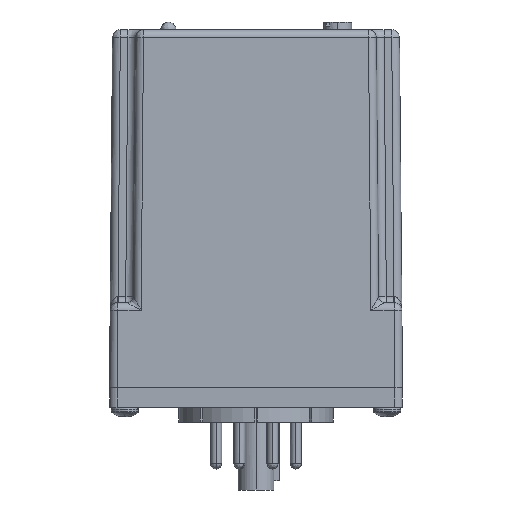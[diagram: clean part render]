
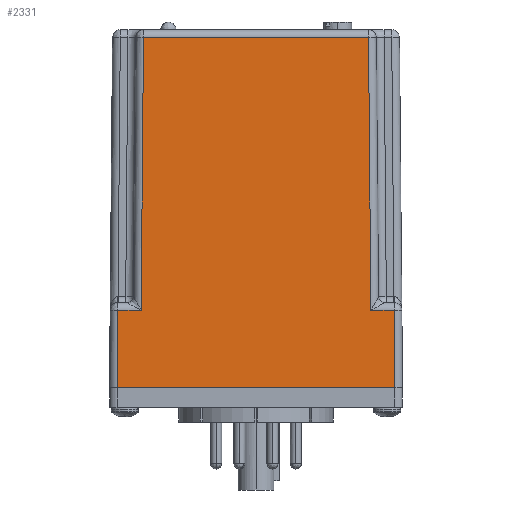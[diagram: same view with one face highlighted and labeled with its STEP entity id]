
A CAD part, left-side view. The second image highlights one B-rep face of the part: STEP entity #2331.
In plain terms, the highlighted planar face has unit normal (-1, 0, 0.009).
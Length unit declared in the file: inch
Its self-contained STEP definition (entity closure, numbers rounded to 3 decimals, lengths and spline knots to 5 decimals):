
#466 = DIRECTION ( 'NONE',  ( 0., 1., 0. ) ) ;
#610 = ORIENTED_EDGE ( 'NONE', *, *, #21339, .T. ) ;
#757 = VECTOR ( 'NONE', #26835, 39.37008 ) ;
#1141 = VECTOR ( 'NONE', #7959, 39.37008 ) ;
#1780 = VERTEX_POINT ( 'NONE', #31992 ) ;
#1792 = ORIENTED_EDGE ( 'NONE', *, *, #7075, .T. ) ;
#2235 = VERTEX_POINT ( 'NONE', #34026 ) ;
#2331 = ADVANCED_FACE ( 'NONE', ( #31716 ), #25140, .T. ) ;
#2691 = CARTESIAN_POINT ( 'NONE',  ( -0.86954, -1.1875, 0.62555 ) ) ;
#3443 = VERTEX_POINT ( 'NONE', #20657 ) ;
#4697 = VECTOR ( 'NONE', #24711, 39.37008 ) ;
#4869 = LINE ( 'NONE', #2691, #25108 ) ;
#5814 = VECTOR ( 'NONE', #27497, 39.37008 ) ;
#6181 = CARTESIAN_POINT ( 'NONE',  ( -0.875, -1.1875, 0. ) ) ;
#6922 = ORIENTED_EDGE ( 'NONE', *, *, #29236, .T. ) ;
#7075 = EDGE_CURVE ( 'NONE', #3443, #10067, #18621, .T. ) ;
#7611 = CARTESIAN_POINT ( 'NONE',  ( -0.86954, -1.11904, 0.62555 ) ) ;
#7959 = DIRECTION ( 'NONE',  ( 0., 1., 0. ) ) ;
#8101 = CARTESIAN_POINT ( 'NONE',  ( -0.86954, -0.93104, 0.62555 ) ) ;
#8269 = LINE ( 'NONE', #32707, #29272 ) ;
#8765 = EDGE_CURVE ( 'NONE', #23233, #33242, #8269, .T. ) ;
#10067 = VERTEX_POINT ( 'NONE', #27973 ) ;
#11248 = ORIENTED_EDGE ( 'NONE', *, *, #8765, .T. ) ;
#11346 = CARTESIAN_POINT ( 'NONE',  ( -0.85024, 0.91174, 2.83755 ) ) ;
#11755 = AXIS2_PLACEMENT_3D ( 'NONE', #19811, #22466, #30100 ) ;
#12571 = LINE ( 'NONE', #11346, #4697 ) ;
#13343 = EDGE_CURVE ( 'NONE', #33242, #18853, #14856, .T. ) ;
#13726 = LINE ( 'NONE', #26990, #19473 ) ;
#14856 = LINE ( 'NONE', #8101, #757 ) ;
#15210 = LINE ( 'NONE', #24040, #1141 ) ;
#16922 = DIRECTION ( 'NONE',  ( 0., 1., 0. ) ) ;
#16984 = CARTESIAN_POINT ( 'NONE',  ( -0.85024, -0.91174, 2.83755 ) ) ;
#17064 = VECTOR ( 'NONE', #32420, 39.37008 ) ;
#17218 = ORIENTED_EDGE ( 'NONE', *, *, #23861, .T. ) ;
#18621 = LINE ( 'NONE', #6181, #5814 ) ;
#18714 = CARTESIAN_POINT ( 'NONE',  ( -0.86954, 1.11904, 0.62555 ) ) ;
#18853 = VERTEX_POINT ( 'NONE', #16984 ) ;
#18923 = DIRECTION ( 'NONE',  ( 0.009, 0.009, 1. ) ) ;
#19473 = VECTOR ( 'NONE', #18923, 39.37008 ) ;
#19719 = CARTESIAN_POINT ( 'NONE',  ( -0.86954, -0.93104, 0.62555 ) ) ;
#19811 = CARTESIAN_POINT ( 'NONE',  ( -0.875, -1.1875, 0. ) ) ;
#20396 = VERTEX_POINT ( 'NONE', #18714 ) ;
#20657 = CARTESIAN_POINT ( 'NONE',  ( -0.875, 1.1245, 0. ) ) ;
#21339 = EDGE_CURVE ( 'NONE', #2235, #1780, #12571, .T. ) ;
#21670 = EDGE_LOOP ( 'NONE', ( #29864, #24284, #610, #6922, #17218, #1792, #22834, #11248 ) ) ;
#22466 = DIRECTION ( 'NONE',  ( -1., 0., 0.009 ) ) ;
#22834 = ORIENTED_EDGE ( 'NONE', *, *, #24170, .T. ) ;
#23233 = VERTEX_POINT ( 'NONE', #7611 ) ;
#23861 = EDGE_CURVE ( 'NONE', #20396, #3443, #32314, .T. ) ;
#24040 = CARTESIAN_POINT ( 'NONE',  ( -0.85024, -1.1875, 2.83755 ) ) ;
#24170 = EDGE_CURVE ( 'NONE', #10067, #23233, #13726, .T. ) ;
#24284 = ORIENTED_EDGE ( 'NONE', *, *, #29241, .T. ) ;
#24593 = CARTESIAN_POINT ( 'NONE',  ( -0.86954, 1.11904, 0.62555 ) ) ;
#24711 = DIRECTION ( 'NONE',  ( -0.009, 0.009, -1. ) ) ;
#25108 = VECTOR ( 'NONE', #466, 39.37008 ) ;
#25140 = PLANE ( 'NONE',  #11755 ) ;
#26835 = DIRECTION ( 'NONE',  ( 0.009, 0.009, 1. ) ) ;
#26990 = CARTESIAN_POINT ( 'NONE',  ( -0.875, -1.1245, 0. ) ) ;
#27497 = DIRECTION ( 'NONE',  ( 0., -1., 0. ) ) ;
#27973 = CARTESIAN_POINT ( 'NONE',  ( -0.875, -1.1245, 0. ) ) ;
#29236 = EDGE_CURVE ( 'NONE', #1780, #20396, #4869, .T. ) ;
#29241 = EDGE_CURVE ( 'NONE', #18853, #2235, #15210, .T. ) ;
#29272 = VECTOR ( 'NONE', #16922, 39.37008 ) ;
#29864 = ORIENTED_EDGE ( 'NONE', *, *, #13343, .T. ) ;
#30100 = DIRECTION ( 'NONE',  ( 0.009, 0., 1. ) ) ;
#31716 = FACE_OUTER_BOUND ( 'NONE', #21670, .T. ) ;
#31992 = CARTESIAN_POINT ( 'NONE',  ( -0.86954, 0.93104, 0.62555 ) ) ;
#32314 = LINE ( 'NONE', #24593, #17064 ) ;
#32420 = DIRECTION ( 'NONE',  ( -0.009, 0.009, -1. ) ) ;
#32707 = CARTESIAN_POINT ( 'NONE',  ( -0.86954, -1.1875, 0.62555 ) ) ;
#33242 = VERTEX_POINT ( 'NONE', #19719 ) ;
#34026 = CARTESIAN_POINT ( 'NONE',  ( -0.85024, 0.91174, 2.83755 ) ) ;
